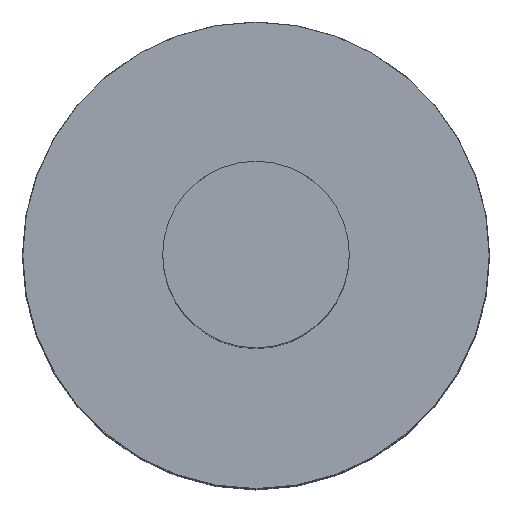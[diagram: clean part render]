
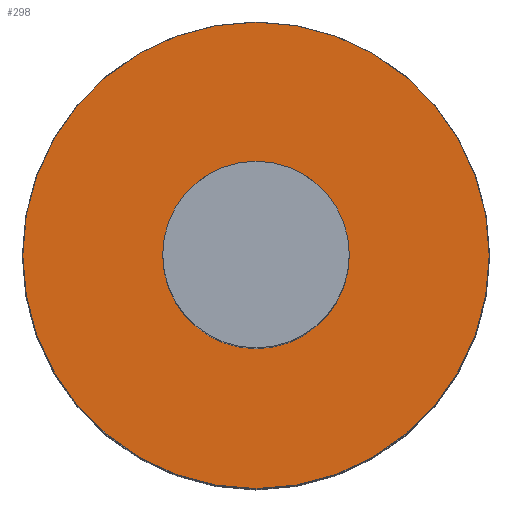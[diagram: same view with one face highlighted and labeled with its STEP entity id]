
A CAD part, top view. The second image highlights one B-rep face of the part: STEP entity #298.
In plain terms, the highlighted planar face has unit normal (0, 0, 1).
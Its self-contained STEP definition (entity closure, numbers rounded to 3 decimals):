
#285=FACE_BOUND('',#440,.T.);
#286=FACE_BOUND('',#441,.T.);
#298=ADVANCED_FACE('',(#285,#286),#354,.T.);
#354=PLANE('',#1077);
#440=EDGE_LOOP('',(#504,#505));
#441=EDGE_LOOP('',(#506,#507));
#504=ORIENTED_EDGE('',*,*,#886,.F.);
#505=ORIENTED_EDGE('',*,*,#887,.F.);
#506=ORIENTED_EDGE('',*,*,#888,.T.);
#507=ORIENTED_EDGE('',*,*,#889,.T.);
#790=VERTEX_POINT('',#1445);
#791=VERTEX_POINT('',#1446);
#792=VERTEX_POINT('',#1449);
#793=VERTEX_POINT('',#1450);
#886=EDGE_CURVE('',#790,#791,#1029,.T.);
#887=EDGE_CURVE('',#791,#790,#1030,.T.);
#888=EDGE_CURVE('',#792,#793,#1031,.T.);
#889=EDGE_CURVE('',#793,#792,#1032,.T.);
#1029=CIRCLE('',#1073,10.);
#1030=CIRCLE('',#1074,10.);
#1031=CIRCLE('',#1075,25.);
#1032=CIRCLE('',#1076,25.);
#1073=AXIS2_PLACEMENT_3D('',#1444,#1170,#1171);
#1074=AXIS2_PLACEMENT_3D('',#1447,#1172,#1173);
#1075=AXIS2_PLACEMENT_3D('',#1448,#1174,#1175);
#1076=AXIS2_PLACEMENT_3D('',#1451,#1176,#1177);
#1077=AXIS2_PLACEMENT_3D('',#1452,#1178,#1179);
#1170=DIRECTION('',(0.,0.,1.));
#1171=DIRECTION('',(1.,0.,0.));
#1172=DIRECTION('',(0.,0.,1.));
#1173=DIRECTION('',(1.,0.,0.));
#1174=DIRECTION('',(0.,0.,1.));
#1175=DIRECTION('',(1.,0.,0.));
#1176=DIRECTION('',(0.,0.,1.));
#1177=DIRECTION('',(1.,0.,0.));
#1178=DIRECTION('',(0.,0.,1.));
#1179=DIRECTION('',(1.,0.,0.));
#1444=CARTESIAN_POINT('',(0.,0.,0.));
#1445=CARTESIAN_POINT('',(-10.,0.,0.));
#1446=CARTESIAN_POINT('',(10.,0.,0.));
#1447=CARTESIAN_POINT('',(0.,0.,0.));
#1448=CARTESIAN_POINT('',(0.,0.,0.));
#1449=CARTESIAN_POINT('',(25.,0.,0.));
#1450=CARTESIAN_POINT('',(-25.,0.,0.));
#1451=CARTESIAN_POINT('',(0.,0.,0.));
#1452=CARTESIAN_POINT('',(0.,0.,0.));
